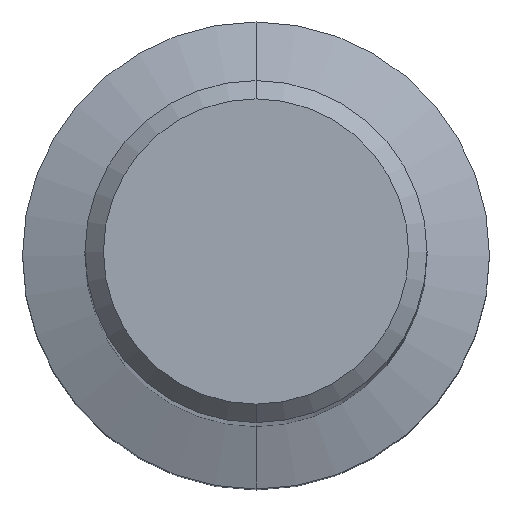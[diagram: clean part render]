
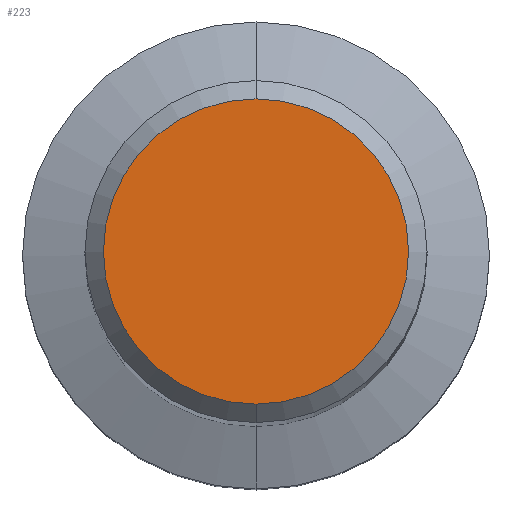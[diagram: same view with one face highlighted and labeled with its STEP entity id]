
A CAD part, top view. The second image highlights one B-rep face of the part: STEP entity #223.
In plain terms, the highlighted planar face has unit normal (0, 0, 1).
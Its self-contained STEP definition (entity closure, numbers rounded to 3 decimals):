
#141=EDGE_CURVE('',#183,#263,#342,.T.);
#183=VERTEX_POINT('',#389);
#223=ADVANCED_FACE('',(#434),#435,.T.);
#263=VERTEX_POINT('',#481);
#285=EDGE_CURVE('',#263,#183,#508,.T.);
#342=CIRCLE('',#561,4.15);
#389=CARTESIAN_POINT('',(0.,-4.15,0.0));
#434=FACE_OUTER_BOUND('',#685,.T.);
#435=PLANE('',#686);
#481=CARTESIAN_POINT('',(0.0,4.15,0.0));
#508=CIRCLE('',#776,4.15);
#561=AXIS2_PLACEMENT_3D('',#819,#820,#821);
#685=EDGE_LOOP('',(#935,#936));
#686=AXIS2_PLACEMENT_3D('',#937,#938,#939);
#776=AXIS2_PLACEMENT_3D('',#1045,#1046,#1047);
#819=CARTESIAN_POINT('',(0.0,0.0,0.0));
#820=DIRECTION('',(0.0,0.0,-1.0));
#821=DIRECTION('',(0.0,1.0,0.0));
#935=ORIENTED_EDGE('',*,*,#285,.F.);
#936=ORIENTED_EDGE('',*,*,#141,.F.);
#937=CARTESIAN_POINT('',(0.0,2.075,0.0));
#938=DIRECTION('',(-0.0,0.0,1.0));
#939=DIRECTION('',(0.0,-1.0,0.0));
#1045=CARTESIAN_POINT('',(0.0,0.0,0.0));
#1046=DIRECTION('',(0.0,0.0,-1.0));
#1047=DIRECTION('',(0.0,1.0,0.0));
